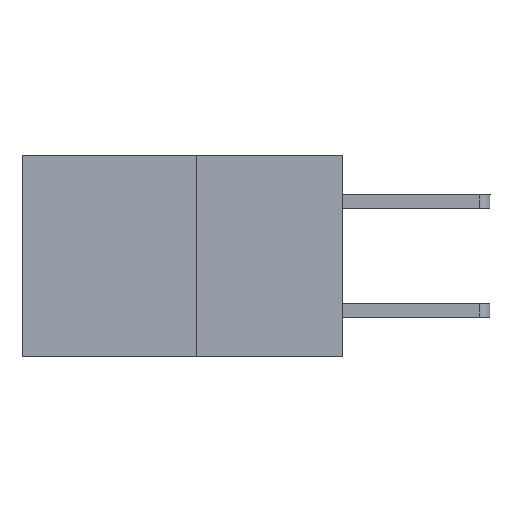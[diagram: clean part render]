
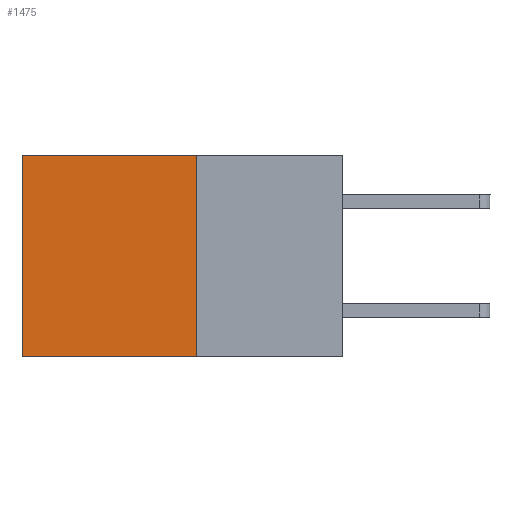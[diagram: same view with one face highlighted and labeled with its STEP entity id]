
A CAD part, left-side view. The second image highlights one B-rep face of the part: STEP entity #1475.
In plain terms, the highlighted planar face has unit normal (-1, 0, 0).
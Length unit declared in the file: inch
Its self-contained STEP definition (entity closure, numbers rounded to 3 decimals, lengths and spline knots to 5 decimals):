
#75 = ORIENTED_EDGE ( 'NONE', *, *, #6117, .T. ) ;
#179 = CARTESIAN_POINT ( 'NONE',  ( 0.277, 0.27, -0.37 ) ) ;
#277 = LINE ( 'NONE', #4962, #4018 ) ;
#484 = DIRECTION ( 'NONE',  ( 0., 1., 0. ) ) ;
#606 = DIRECTION ( 'NONE',  ( 0., 0., -1. ) ) ;
#673 = VERTEX_POINT ( 'NONE', #4464 ) ;
#756 = CARTESIAN_POINT ( 'NONE',  ( 0.277, 0.27, -0.37 ) ) ;
#887 = LINE ( 'NONE', #179, #5016 ) ;
#1315 = ORIENTED_EDGE ( 'NONE', *, *, #5397, .F. ) ;
#1365 = DIRECTION ( 'NONE',  ( 0., 0., -1. ) ) ;
#1475 = ADVANCED_FACE ( 'NONE', ( #7228 ), #5495, .F. ) ;
#2004 = DIRECTION ( 'NONE',  ( 0., 1., 0. ) ) ;
#3061 = CARTESIAN_POINT ( 'NONE',  ( 0.277, 0.27, 0. ) ) ;
#3655 = CARTESIAN_POINT ( 'NONE',  ( 0.277, 0.27, -0.37 ) ) ;
#3755 = VERTEX_POINT ( 'NONE', #756 ) ;
#4018 = VECTOR ( 'NONE', #5520, 39.37008 ) ;
#4464 = CARTESIAN_POINT ( 'NONE',  ( 0.277, 0.59, -0.37 ) ) ;
#4523 = EDGE_CURVE ( 'NONE', #3755, #673, #887, .T. ) ;
#4865 = DIRECTION ( 'NONE',  ( 1., 0., 0. ) ) ;
#4945 = VERTEX_POINT ( 'NONE', #5012 ) ;
#4962 = CARTESIAN_POINT ( 'NONE',  ( 0.277, 0.27, -0.37 ) ) ;
#4972 = CARTESIAN_POINT ( 'NONE',  ( 0.277, 0.27, 0. ) ) ;
#4990 = VERTEX_POINT ( 'NONE', #4972 ) ;
#5012 = CARTESIAN_POINT ( 'NONE',  ( 0.277, 0.59, 0. ) ) ;
#5016 = VECTOR ( 'NONE', #2004, 39.37008 ) ;
#5083 = EDGE_LOOP ( 'NONE', ( #6856, #5089, #1315, #75 ) ) ;
#5089 = ORIENTED_EDGE ( 'NONE', *, *, #4523, .F. ) ;
#5397 = EDGE_CURVE ( 'NONE', #4990, #3755, #277, .T. ) ;
#5495 = PLANE ( 'NONE',  #6722 ) ;
#5520 = DIRECTION ( 'NONE',  ( 0., 0., -1. ) ) ;
#5535 = VECTOR ( 'NONE', #1365, 39.37008 ) ;
#6058 = LINE ( 'NONE', #3061, #6292 ) ;
#6109 = CARTESIAN_POINT ( 'NONE',  ( 0.277, 0.59, -0.37 ) ) ;
#6117 = EDGE_CURVE ( 'NONE', #4990, #4945, #6058, .T. ) ;
#6233 = LINE ( 'NONE', #6109, #5535 ) ;
#6292 = VECTOR ( 'NONE', #484, 39.37008 ) ;
#6722 = AXIS2_PLACEMENT_3D ( 'NONE', #3655, #4865, #606 ) ;
#6856 = ORIENTED_EDGE ( 'NONE', *, *, #7745, .T. ) ;
#7228 = FACE_OUTER_BOUND ( 'NONE', #5083, .T. ) ;
#7745 = EDGE_CURVE ( 'NONE', #4945, #673, #6233, .T. ) ;
